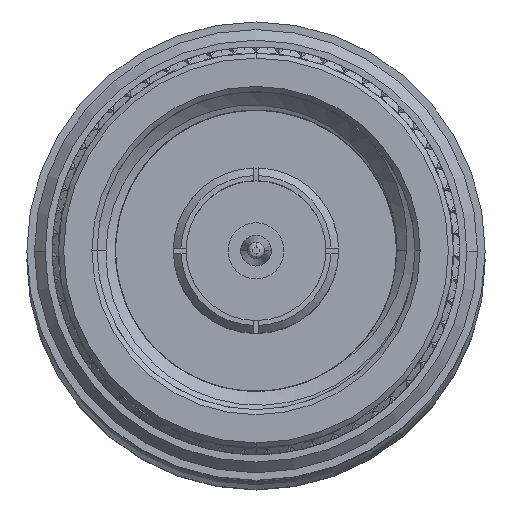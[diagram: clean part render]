
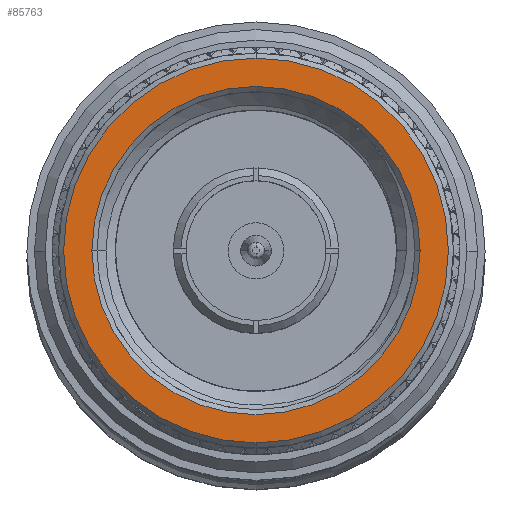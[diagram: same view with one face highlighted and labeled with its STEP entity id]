
A CAD part, top view. The second image highlights one B-rep face of the part: STEP entity #85763.
In plain terms, the highlighted face is planar.
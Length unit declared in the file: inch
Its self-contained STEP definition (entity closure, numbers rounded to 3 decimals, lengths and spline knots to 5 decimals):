
#1093 = AXIS2_PLACEMENT_3D ( 'NONE', #32343, #10397, #3728 ) ;
#2174 = FACE_BOUND ( 'NONE', #53979, .T. ) ;
#3437 = ORIENTED_EDGE ( 'NONE', *, *, #87380, .T. ) ;
#3517 = EDGE_CURVE ( 'NONE', #7673, #74237, #50826, .T. ) ;
#3728 = DIRECTION ( 'NONE',  ( 0., -1., 0. ) ) ;
#5142 = AXIS2_PLACEMENT_3D ( 'NONE', #79185, #14272, #86363 ) ;
#7673 = VERTEX_POINT ( 'NONE', #45425 ) ;
#9331 = DIRECTION ( 'NONE',  ( -1., 0., 0. ) ) ;
#10168 = EDGE_CURVE ( 'NONE', #61244, #75217, #71140, .T. ) ;
#10397 = DIRECTION ( 'NONE',  ( -1., 0., 0. ) ) ;
#14272 = DIRECTION ( 'NONE',  ( 1., 0., 0. ) ) ;
#20910 = ORIENTED_EDGE ( 'NONE', *, *, #63231, .T. ) ;
#24096 = CARTESIAN_POINT ( 'NONE',  ( 0., 0.37809, 0. ) ) ;
#32192 = FACE_OUTER_BOUND ( 'NONE', #58977, .T. ) ;
#32343 = CARTESIAN_POINT ( 'NONE',  ( 0., 0., 0. ) ) ;
#33287 = CARTESIAN_POINT ( 'NONE',  ( 0., -0.37809, 0. ) ) ;
#40314 = DIRECTION ( 'NONE',  ( 0., -1., 0. ) ) ;
#45425 = CARTESIAN_POINT ( 'NONE',  ( 0., 0., -0.3225 ) ) ;
#46323 = CIRCLE ( 'NONE', #66149, 0.3225 ) ;
#46967 = DIRECTION ( 'NONE',  ( 0., -1., 0. ) ) ;
#50826 = CIRCLE ( 'NONE', #5142, 0.3225 ) ;
#52110 = AXIS2_PLACEMENT_3D ( 'NONE', #67050, #9331, #46967 ) ;
#53979 = EDGE_LOOP ( 'NONE', ( #20910, #55756 ) ) ;
#55564 = DIRECTION ( 'NONE',  ( -1., 0., 0. ) ) ;
#55756 = ORIENTED_EDGE ( 'NONE', *, *, #3517, .T. ) ;
#58977 = EDGE_LOOP ( 'NONE', ( #82469, #3437 ) ) ;
#61244 = VERTEX_POINT ( 'NONE', #24096 ) ;
#63231 = EDGE_CURVE ( 'NONE', #74237, #7673, #46323, .T. ) ;
#63848 = CARTESIAN_POINT ( 'NONE',  ( 0., 0., 0.3225 ) ) ;
#66149 = AXIS2_PLACEMENT_3D ( 'NONE', #76590, #70821, #40314 ) ;
#67050 = CARTESIAN_POINT ( 'NONE',  ( 0., 0.38809, 0. ) ) ;
#70821 = DIRECTION ( 'NONE',  ( 1., 0., 0. ) ) ;
#71140 = CIRCLE ( 'NONE', #1093, 0.37809 ) ;
#74237 = VERTEX_POINT ( 'NONE', #63848 ) ;
#75217 = VERTEX_POINT ( 'NONE', #33287 ) ;
#76590 = CARTESIAN_POINT ( 'NONE',  ( 0., 0., 0. ) ) ;
#79185 = CARTESIAN_POINT ( 'NONE',  ( 0., 0., 0. ) ) ;
#79486 = AXIS2_PLACEMENT_3D ( 'NONE', #91874, #55564, #81766 ) ;
#81065 = CIRCLE ( 'NONE', #79486, 0.37809 ) ;
#81766 = DIRECTION ( 'NONE',  ( 0., -1., 0. ) ) ;
#82469 = ORIENTED_EDGE ( 'NONE', *, *, #10168, .T. ) ;
#83730 = PLANE ( 'NONE',  #52110 ) ;
#85763 = ADVANCED_FACE ( 'NONE', ( #2174, #32192 ), #83730, .T. ) ;
#86363 = DIRECTION ( 'NONE',  ( 0., -1., 0. ) ) ;
#87380 = EDGE_CURVE ( 'NONE', #75217, #61244, #81065, .T. ) ;
#91874 = CARTESIAN_POINT ( 'NONE',  ( 0., 0., 0. ) ) ;
